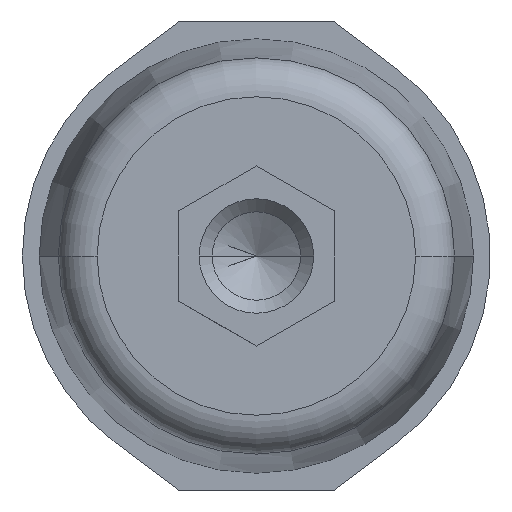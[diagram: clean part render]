
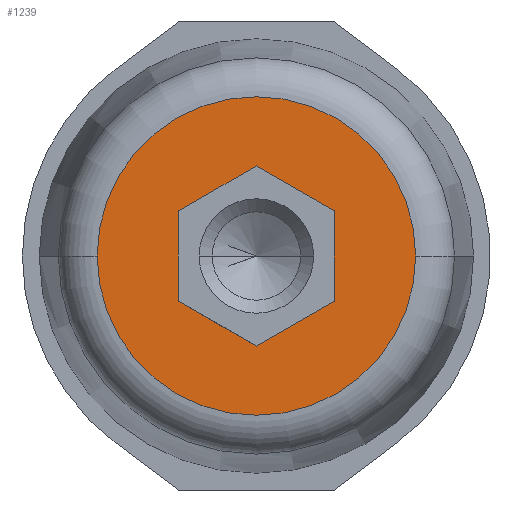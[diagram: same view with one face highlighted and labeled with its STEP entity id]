
A CAD part, front view. The second image highlights one B-rep face of the part: STEP entity #1239.
In plain terms, the highlighted face is planar.
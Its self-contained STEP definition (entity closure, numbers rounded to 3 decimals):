
#32 = AXIS2_PLACEMENT_3D ( 'NONE', #659, #2293, #886 ) ;
#71 = CARTESIAN_POINT ( 'NONE',  ( 0., -6.928, -25.5 ) ) ;
#77 = DIRECTION ( 'NONE',  ( 0., -1., 0. ) ) ;
#89 = VECTOR ( 'NONE', #1111, 1000. ) ;
#121 = LINE ( 'NONE', #334, #2508 ) ;
#257 = DIRECTION ( 'NONE',  ( 0., 0., -1. ) ) ;
#293 = DIRECTION ( 'NONE',  ( 0., 1., 0. ) ) ;
#323 = PLANE ( 'NONE',  #815 ) ;
#334 = CARTESIAN_POINT ( 'NONE',  ( -6., 3.464, -25.5 ) ) ;
#344 = DIRECTION ( 'NONE',  ( 0.866, 0.5, 0. ) ) ;
#462 = CARTESIAN_POINT ( 'NONE',  ( -6., -3.464, -25.5 ) ) ;
#519 = LINE ( 'NONE', #2696, #1766 ) ;
#549 = DIRECTION ( 'NONE',  ( 1., 0., 0. ) ) ;
#593 = EDGE_LOOP ( 'NONE', ( #977, #1905, #2701, #1133, #1759, #2133 ) ) ;
#623 = ORIENTED_EDGE ( 'NONE', *, *, #2987, .T. ) ;
#635 = VERTEX_POINT ( 'NONE', #2863 ) ;
#656 = CARTESIAN_POINT ( 'NONE',  ( 6., 3.464, -25.5 ) ) ;
#659 = CARTESIAN_POINT ( 'NONE',  ( 0., 0., -25.5 ) ) ;
#769 = AXIS2_PLACEMENT_3D ( 'NONE', #1649, #257, #1875 ) ;
#808 = CARTESIAN_POINT ( 'NONE',  ( 0., -6.928, -25.5 ) ) ;
#815 = AXIS2_PLACEMENT_3D ( 'NONE', #1472, #1943, #549 ) ;
#886 = DIRECTION ( 'NONE',  ( 1., 0., 0. ) ) ;
#893 = FACE_OUTER_BOUND ( 'NONE', #2050, .T. ) ;
#977 = ORIENTED_EDGE ( 'NONE', *, *, #1580, .F. ) ;
#1077 = VERTEX_POINT ( 'NONE', #2844 ) ;
#1099 = EDGE_CURVE ( 'NONE', #2571, #635, #2051, .T. ) ;
#1111 = DIRECTION ( 'NONE',  ( 0.866, -0.5, 0. ) ) ;
#1131 = EDGE_CURVE ( 'NONE', #1726, #1289, #3004, .T. ) ;
#1133 = ORIENTED_EDGE ( 'NONE', *, *, #2778, .F. ) ;
#1147 = VERTEX_POINT ( 'NONE', #2894 ) ;
#1190 = VECTOR ( 'NONE', #77, 1000. ) ;
#1239 = ADVANCED_FACE ( 'NONE', ( #2713, #893 ), #323, .F. ) ;
#1289 = VERTEX_POINT ( 'NONE', #2424 ) ;
#1310 = EDGE_CURVE ( 'NONE', #1147, #1077, #1932, .T. ) ;
#1463 = CARTESIAN_POINT ( 'NONE',  ( 6., 3.464, -25.5 ) ) ;
#1472 = CARTESIAN_POINT ( 'NONE',  ( 0., 0., -25.5 ) ) ;
#1518 = DIRECTION ( 'NONE',  ( -0.866, -0.5, 0. ) ) ;
#1580 = EDGE_CURVE ( 'NONE', #635, #1650, #121, .T. ) ;
#1588 = CARTESIAN_POINT ( 'NONE',  ( 0., 6.928, -25.5 ) ) ;
#1649 = CARTESIAN_POINT ( 'NONE',  ( 0., 0., -25.5 ) ) ;
#1650 = VERTEX_POINT ( 'NONE', #2742 ) ;
#1676 = LINE ( 'NONE', #808, #2936 ) ;
#1726 = VERTEX_POINT ( 'NONE', #656 ) ;
#1759 = ORIENTED_EDGE ( 'NONE', *, *, #1131, .F. ) ;
#1766 = VECTOR ( 'NONE', #1518, 1000. ) ;
#1875 = DIRECTION ( 'NONE',  ( 1., 0., 0. ) ) ;
#1905 = ORIENTED_EDGE ( 'NONE', *, *, #1099, .F. ) ;
#1926 = EDGE_CURVE ( 'NONE', #2207, #2571, #1676, .T. ) ;
#1932 = CIRCLE ( 'NONE', #769, 12.251 ) ;
#1936 = LINE ( 'NONE', #1588, #89 ) ;
#1943 = DIRECTION ( 'NONE',  ( 0., 0., 1. ) ) ;
#2050 = EDGE_LOOP ( 'NONE', ( #2776, #623 ) ) ;
#2051 = LINE ( 'NONE', #2854, #2455 ) ;
#2133 = ORIENTED_EDGE ( 'NONE', *, *, #2988, .F. ) ;
#2162 = CIRCLE ( 'NONE', #32, 12.251 ) ;
#2207 = VERTEX_POINT ( 'NONE', #71 ) ;
#2293 = DIRECTION ( 'NONE',  ( 0., 0., -1. ) ) ;
#2424 = CARTESIAN_POINT ( 'NONE',  ( 6., -3.464, -25.5 ) ) ;
#2454 = DIRECTION ( 'NONE',  ( -0.866, 0.5, 0. ) ) ;
#2455 = VECTOR ( 'NONE', #293, 1000. ) ;
#2508 = VECTOR ( 'NONE', #344, 1000. ) ;
#2571 = VERTEX_POINT ( 'NONE', #462 ) ;
#2696 = CARTESIAN_POINT ( 'NONE',  ( 6., -3.464, -25.5 ) ) ;
#2701 = ORIENTED_EDGE ( 'NONE', *, *, #1926, .F. ) ;
#2713 = FACE_BOUND ( 'NONE', #593, .T. ) ;
#2742 = CARTESIAN_POINT ( 'NONE',  ( 0., 6.928, -25.5 ) ) ;
#2776 = ORIENTED_EDGE ( 'NONE', *, *, #1310, .T. ) ;
#2778 = EDGE_CURVE ( 'NONE', #1289, #2207, #519, .T. ) ;
#2844 = CARTESIAN_POINT ( 'NONE',  ( -12.251, 0., -25.5 ) ) ;
#2854 = CARTESIAN_POINT ( 'NONE',  ( -6., -3.464, -25.5 ) ) ;
#2863 = CARTESIAN_POINT ( 'NONE',  ( -6., 3.464, -25.5 ) ) ;
#2894 = CARTESIAN_POINT ( 'NONE',  ( 12.251, 0., -25.5 ) ) ;
#2936 = VECTOR ( 'NONE', #2454, 1000. ) ;
#2987 = EDGE_CURVE ( 'NONE', #1077, #1147, #2162, .T. ) ;
#2988 = EDGE_CURVE ( 'NONE', #1650, #1726, #1936, .T. ) ;
#3004 = LINE ( 'NONE', #1463, #1190 ) ;
